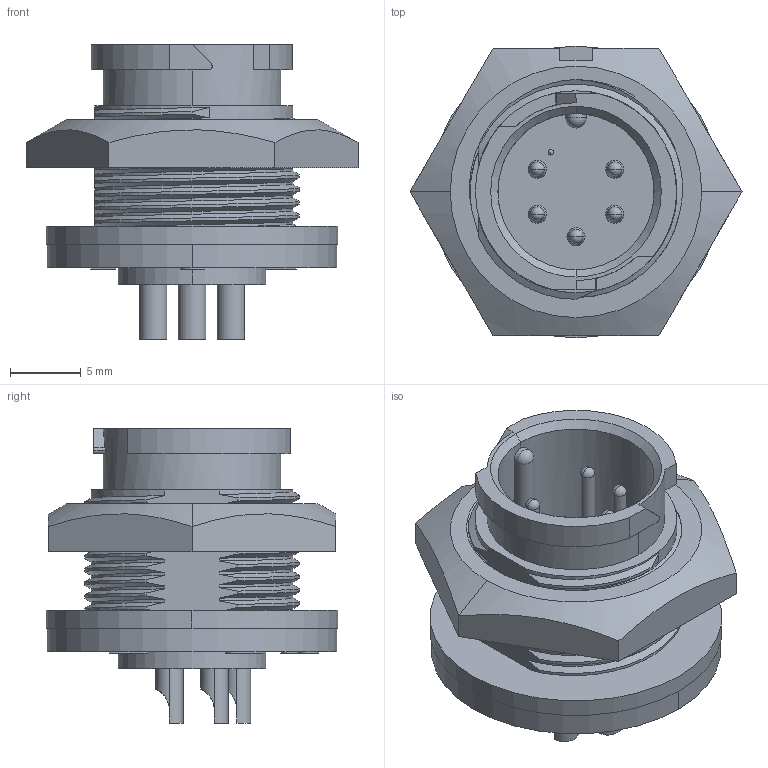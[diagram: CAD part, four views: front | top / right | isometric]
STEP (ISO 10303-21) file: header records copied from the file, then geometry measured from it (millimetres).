
FILE_DESCRIPTION (( 'STEP AP203' ), '1' );
FILE_NAME ('W7282-5PG-P-300.STEP', '2021-10-29T13:33:50', ( '' ), ( '' ), 'SwSTEP 2.0', 'SolidWorks 2020', '' );
FILE_SCHEMA (( 'CONFIG_CONTROL_DESIGN' ));
Length unit declared in the file: millimetre
Products named in the file (1): W7282-5PG-P-300
Bounding box: 23.46 x 20.62 x 20.8 mm (x, y, z)
Volume: 2863.9 mm3; surface area: 3010.9 mm2
Topology: 2 solids, 2 shells, 273 faces, 733 edges, 475 vertices
Faces by surface type: plane 93, cylinder 91, bspline 63, cone 14, sphere 12
Entity records: 16133 total; most frequent: CARTESIAN_POINT 10048, ORIENTED_EDGE 1418, DIRECTION 998, EDGE_CURVE 709, VERTEX_POINT 463, LINE 360, VECTOR 360, AXIS2_PLACEMENT_3D 319
